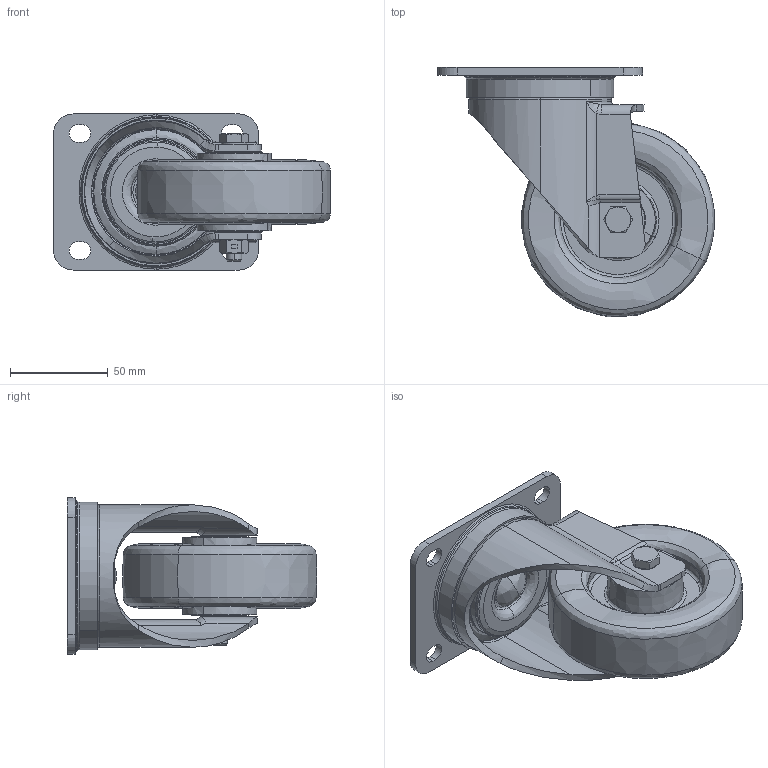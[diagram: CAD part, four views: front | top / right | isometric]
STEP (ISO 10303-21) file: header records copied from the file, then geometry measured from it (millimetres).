
FILE_DESCRIPTION (( 'STEP AP214' ), '1' );
FILE_NAME ('0020318_L-IM-TPKH-100-K-3.STEP', '2016-11-07T09:22:21', ( '' ), ( '' ), 'SwSTEP 2.0', 'SolidWorks 2016', '' );
FILE_SCHEMA (( 'AUTOMOTIVE_DESIGN' ));
Length unit declared in the file: millimetre
Products named in the file (1): 0020318_L-IM-TPKH-100-K-3
Bounding box: 141.83 x 127.62 x 80 mm (x, y, z)
Surface area: 114975.1 mm2 (no closed solid volume)
Topology: 0 solids, 22 shells, 740 faces, 1795 edges, 1120 vertices
Faces by surface type: plane 333, cylinder 168, bspline 131, cone 94, torus 14
Entity records: 35606 total; most frequent: CARTESIAN_POINT 10327, ORIENTED_EDGE 3534, DIRECTION 3520, EDGE_CURVE 1787, AXIS2_PLACEMENT_3D 1273, VERTEX_POINT 1120, LINE 974, VECTOR 974
